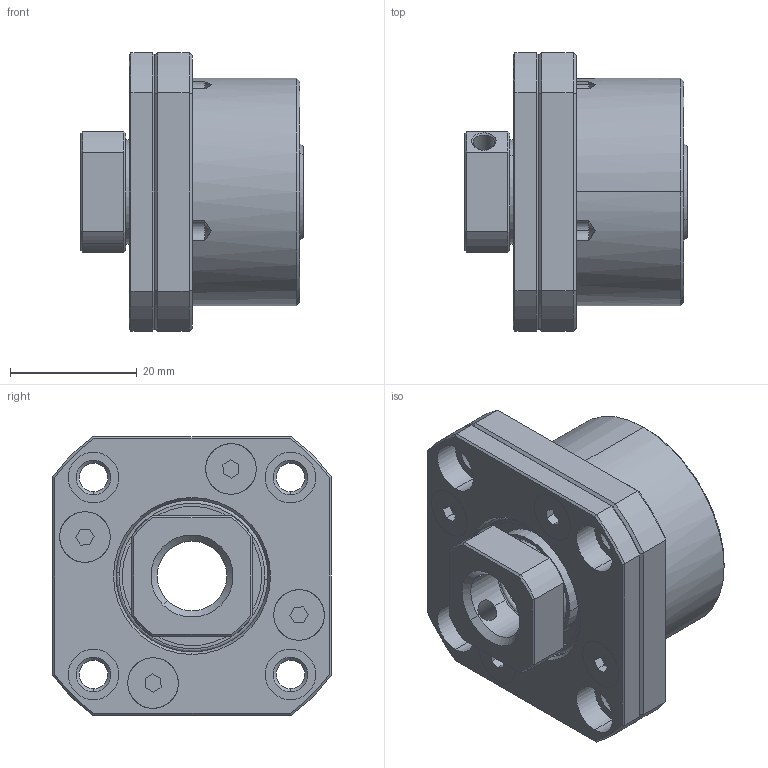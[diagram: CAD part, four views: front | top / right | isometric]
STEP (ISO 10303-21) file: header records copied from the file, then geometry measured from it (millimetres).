
FILE_DESCRIPTION (( 'STEP AP214' ), '1' );
FILE_NAME ('FKN12-Rollco.step', '2023-04-27T09:21:48', ( '' ), ( '' ), 'SwSTEP 2.0', 'SolidWorks 2010', '' );
FILE_SCHEMA (( 'AUTOMOTIVE_DESIGN' ));
Length unit declared in the file: millimetre
Products named in the file (11): 7001; 7001-1; FKN15_3; FKN15_2; FKN15_1; FKN15_5; FKN15_6; EAFK12; FKN15_7; MF6S-M4x8; FKN12-Rollco
Assembly tree (17 placements, depth 3):
  FKN12-Rollco
    FKN15_1
    7001
      FKN15_3
      FKN15_2
    FKN15_7
    MF6S-M4x8  x4
    EAFK12  x2
    FKN15_5
    FKN15_6  x2
    7001-1
      FKN15_3
      FKN15_2
Bounding box: 35.1 x 44 x 44 mm (x, y, z)
Volume: 27052 mm3; surface area: 22443.2 mm2
Topology: 15 solids, 15 shells, 415 faces, 921 edges, 539 vertices
Faces by surface type: cylinder 123, plane 104, cone 100, bspline 88
Entity records: 9696 total; most frequent: CARTESIAN_POINT 2852, DIRECTION 1400, ORIENTED_EDGE 1310, EDGE_CURVE 655, AXIS2_PLACEMENT_3D 583, VERTEX_POINT 387, EDGE_LOOP 342, CIRCLE 319
